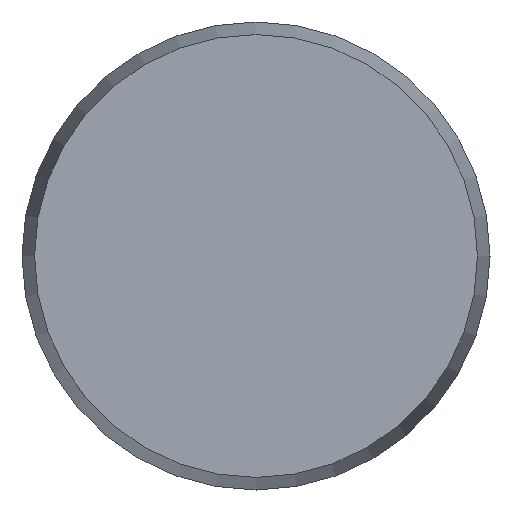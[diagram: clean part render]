
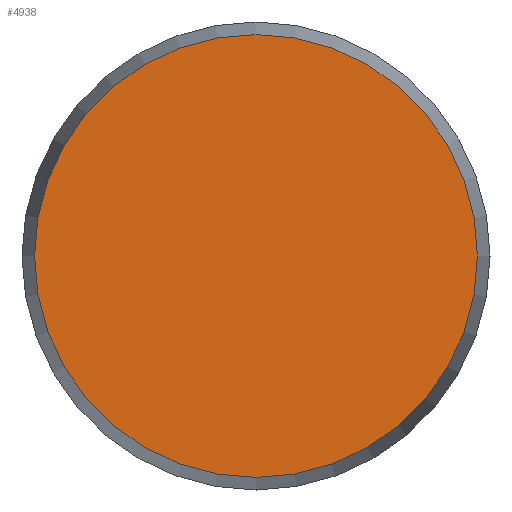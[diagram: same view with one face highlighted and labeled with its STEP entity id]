
A CAD part, front view. The second image highlights one B-rep face of the part: STEP entity #4938.
In plain terms, the highlighted planar face has unit normal (0, -1, 0).
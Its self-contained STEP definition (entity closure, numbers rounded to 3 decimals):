
#322 = VERTEX_POINT ( 'NONE', #3591 ) ;
#1361 = DIRECTION ( 'NONE',  ( 0., -1., 0. ) ) ;
#1608 = ORIENTED_EDGE ( 'NONE', *, *, #2218, .T. ) ;
#1890 = PLANE ( 'NONE',  #5351 ) ;
#2218 = EDGE_CURVE ( 'NONE', #322, #322, #5112, .T. ) ;
#2614 = EDGE_LOOP ( 'NONE', ( #1608 ) ) ;
#3591 = CARTESIAN_POINT ( 'NONE',  ( 23.657, 0., 0. ) ) ;
#3724 = AXIS2_PLACEMENT_3D ( 'NONE', #5109, #1361, #5716 ) ;
#3770 = DIRECTION ( 'NONE',  ( 1., 0., 0. ) ) ;
#4378 = CARTESIAN_POINT ( 'NONE',  ( 23.657, 0., 0. ) ) ;
#4938 = ADVANCED_FACE ( 'NONE', ( #5755 ), #1890, .T. ) ;
#5109 = CARTESIAN_POINT ( 'NONE',  ( 0., 0., 0. ) ) ;
#5112 = CIRCLE ( 'NONE', #3724, 23.657 ) ;
#5351 = AXIS2_PLACEMENT_3D ( 'NONE', #4378, #7467, #3770 ) ;
#5716 = DIRECTION ( 'NONE',  ( 1., 0., 0. ) ) ;
#5755 = FACE_OUTER_BOUND ( 'NONE', #2614, .T. ) ;
#7467 = DIRECTION ( 'NONE',  ( 0., -1., 0. ) ) ;
